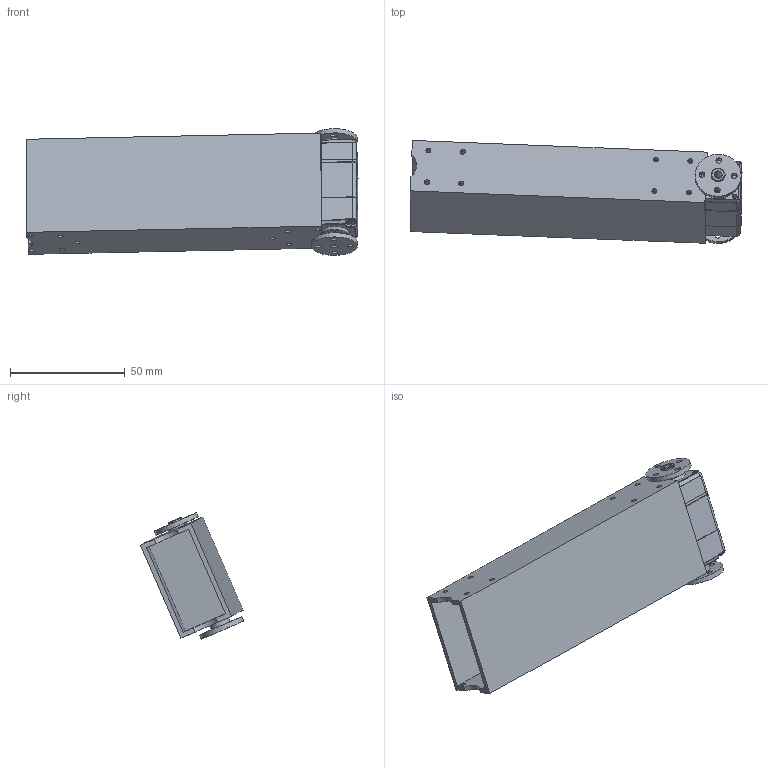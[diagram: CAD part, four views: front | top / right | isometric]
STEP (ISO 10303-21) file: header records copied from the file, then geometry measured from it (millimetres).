
FILE_DESCRIPTION(/* description */ (''),/* implementation_level */ '2;1');
FILE_NAME(/* name */ 'лучевая и локтевая.stp',/* time_stamp */ '2023-02-22T17:39:32+03:00',/* author */ ('Папа'),/* organization */ (''),/* preprocessor_version */ 'ST-DEVELOPER v18.1',/* originating_system */ 'Autodesk Inventor 2022',/* authorisation */ '');
FILE_SCHEMA (('AUTOMOTIVE_DESIGN { 1 0 10303 214 3 1 1 }'));
Products named in the file (21): лучевая и локтевая; мотор_локтя_
2.1-кисти_1;  RDS3115MG Servo; 95836A103 (2); 95836A103 (1); 95836A103; DUOPAN-DG; DUOPAN-SG; GE_57; DG_130; ZK_142; SG_178; Деталь8; Деталь10; Деталь12; Деталь14; Деталь16; Деталь18; Деталь20; Деталь22; Деталь24
Assembly tree (20 placements, depth 11):
  лучевая и локтевая
    мотор_локтя_
2.1-кисти_1
     RDS3115MG Servo
      95836A103 (2)
        95836A103 (1)
          95836A103
            DUOPAN-DG
              DUOPAN-SG
                GE_57
                  DG_130
                  Деталь12
                Деталь14
              Деталь16
            Деталь18
          Деталь20
        Деталь22
      Деталь24
Bounding box: 144.54 x 44.87 x 55.1 mm (x, y, z)
Volume: 123068.1 mm3; surface area: 40290.4 mm2
Topology: 11 solids, 14 shells, 642 faces, 1634 edges, 1041 vertices
Faces by surface type: cylinder 254, plane 249, cone 48, bspline 48, torus 23, sphere 20
Full cylindrical faces by diameter (mm): 1.48 x24, 1.58 x4, 1.6 x12, 2 x28, 2.2 x18, 2.5 x31, 3.2 x1, 3.5 x1, 4 x4, 5 x2, 6 x2, 6.05 x2, 6.2 x1, 7.5 x1, 8.5 x1, 9 x2, 9.5 x1, 10 x1, 20 x2
Entity records: 39122 total; most frequent: CARTESIAN_POINT 23176, ORIENTED_EDGE 3228, DIRECTION 3130, EDGE_CURVE 1614, AXIS2_PLACEMENT_3D 1204, VERTEX_POINT 1041, EDGE_LOOP 743, LINE 722
